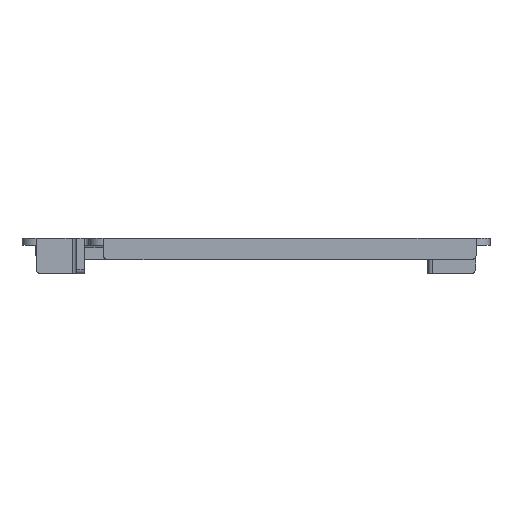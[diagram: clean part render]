
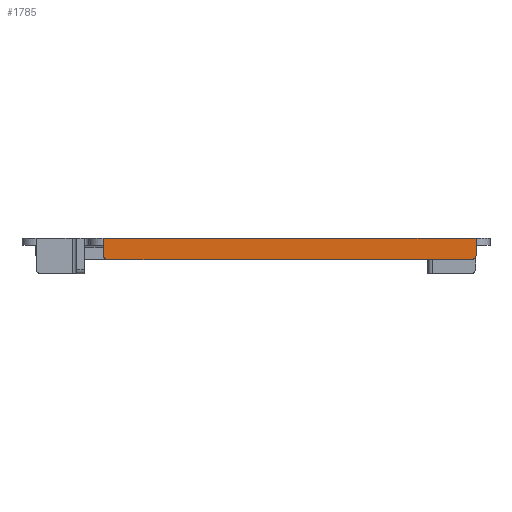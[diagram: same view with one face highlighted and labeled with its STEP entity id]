
A CAD part, left-side view. The second image highlights one B-rep face of the part: STEP entity #1785.
In plain terms, the highlighted planar face has unit normal (-1, 0, 0).
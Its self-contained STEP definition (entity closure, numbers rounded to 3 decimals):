
#70=CIRCLE('',#1862,1.);
#74=CIRCLE('',#1869,1.);
#218=FACE_OUTER_BOUND('',#318,.T.);
#318=EDGE_LOOP('',(#1568,#1569,#1570,#1571,#1572,#1573));
#387=LINE('',#2663,#569);
#393=LINE('',#2680,#575);
#397=LINE('',#2689,#579);
#489=LINE('',#2993,#671);
#569=VECTOR('',#2128,10.);
#575=VECTOR('',#2144,10.);
#579=VECTOR('',#2152,10.);
#671=VECTOR('',#2424,10.);
#738=VERTEX_POINT('',#2644);
#739=VERTEX_POINT('',#2645);
#746=VERTEX_POINT('',#2661);
#750=VERTEX_POINT('',#2673);
#751=VERTEX_POINT('',#2674);
#752=VERTEX_POINT('',#2679);
#927=EDGE_CURVE('',#738,#739,#70,.T.);
#936=EDGE_CURVE('',#738,#746,#387,.T.);
#941=EDGE_CURVE('',#750,#751,#74,.T.);
#944=EDGE_CURVE('',#752,#751,#393,.T.);
#949=EDGE_CURVE('',#750,#739,#397,.F.);
#1094=EDGE_CURVE('',#752,#746,#489,.T.);
#1568=ORIENTED_EDGE('',*,*,#927,.F.);
#1569=ORIENTED_EDGE('',*,*,#936,.T.);
#1570=ORIENTED_EDGE('',*,*,#1094,.F.);
#1571=ORIENTED_EDGE('',*,*,#944,.T.);
#1572=ORIENTED_EDGE('',*,*,#941,.F.);
#1573=ORIENTED_EDGE('',*,*,#949,.T.);
#1700=PLANE('',#1979);
#1785=ADVANCED_FACE('',(#218),#1700,.F.);
#1862=AXIS2_PLACEMENT_3D('',#2646,#2114,#2115);
#1869=AXIS2_PLACEMENT_3D('',#2675,#2138,#2139);
#1979=AXIS2_PLACEMENT_3D('',#3042,#2473,#2474);
#2114=DIRECTION('center_axis',(1.,0.,0.));
#2115=DIRECTION('ref_axis',(0.,-0.707,-0.707));
#2128=DIRECTION('',(0.,0.,1.));
#2138=DIRECTION('center_axis',(1.,0.,0.));
#2139=DIRECTION('ref_axis',(0.,0.707,-0.707));
#2144=DIRECTION('',(0.,0.,-1.));
#2152=DIRECTION('',(0.,1.,0.));
#2424=DIRECTION('',(0.,-1.,0.));
#2473=DIRECTION('center_axis',(1.,0.,0.));
#2474=DIRECTION('ref_axis',(0.,-1.,0.));
#2644=CARTESIAN_POINT('',(-127.498,-11.1,-2.));
#2645=CARTESIAN_POINT('',(-127.498,-10.1,-3.));
#2646=CARTESIAN_POINT('Origin',(-127.498,-10.1,-2.));
#2661=CARTESIAN_POINT('',(-127.498,-11.1,1.5));
#2663=CARTESIAN_POINT('',(-127.498,-11.1,1.5));
#2673=CARTESIAN_POINT('',(-127.498,66.,-3.));
#2674=CARTESIAN_POINT('',(-127.498,67.,-2.));
#2675=CARTESIAN_POINT('Origin',(-127.498,66.,-2.));
#2679=CARTESIAN_POINT('',(-127.498,67.,1.5));
#2680=CARTESIAN_POINT('',(-127.498,67.,0.));
#2689=CARTESIAN_POINT('',(-127.498,47.487,-3.));
#2993=CARTESIAN_POINT('',(-127.498,67.,1.5));
#3042=CARTESIAN_POINT('Origin',(-127.498,67.,0.));
